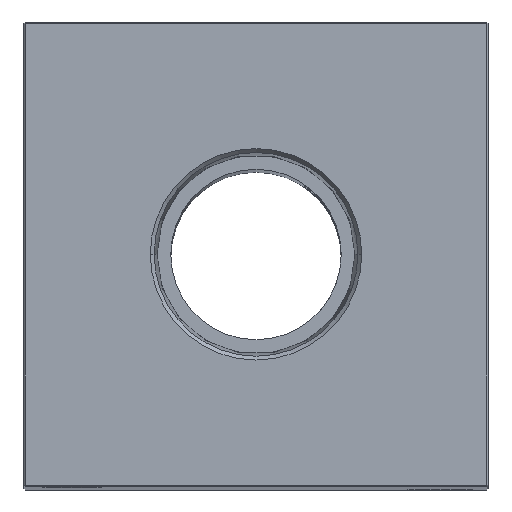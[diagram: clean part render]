
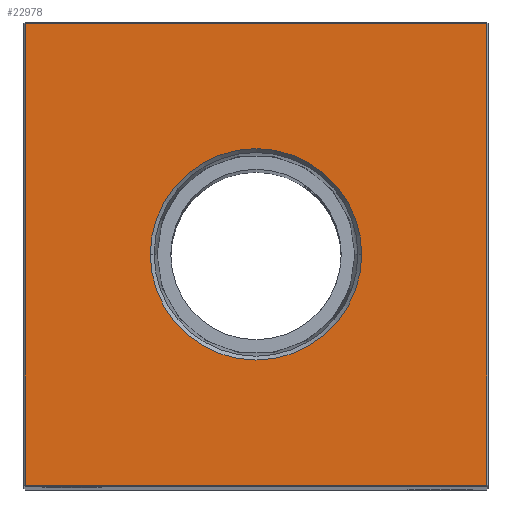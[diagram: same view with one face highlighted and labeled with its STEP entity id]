
A CAD part, top view. The second image highlights one B-rep face of the part: STEP entity #22978.
In plain terms, the highlighted planar face has unit normal (0, 0, 1).
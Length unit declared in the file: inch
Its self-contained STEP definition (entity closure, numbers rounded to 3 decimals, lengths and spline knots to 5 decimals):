
#66 = VECTOR ( 'NONE', #7297, 39.37008 ) ;
#347 = CARTESIAN_POINT ( 'NONE',  ( 0., 0., 12.25 ) ) ;
#809 = FACE_BOUND ( 'NONE', #14928, .T. ) ;
#1119 = VERTEX_POINT ( 'NONE', #25318 ) ;
#1137 = DIRECTION ( 'NONE',  ( -1., 0., 0. ) ) ;
#3157 = VECTOR ( 'NONE', #23567, 39.37008 ) ;
#3405 = VERTEX_POINT ( 'NONE', #23799 ) ;
#3588 = LINE ( 'NONE', #13529, #3157 ) ;
#3736 = DIRECTION ( 'NONE',  ( 1., 0., 0. ) ) ;
#3876 = AXIS2_PLACEMENT_3D ( 'NONE', #13496, #23537, #1137 ) ;
#6066 = CARTESIAN_POINT ( 'NONE',  ( 1.49, -1.49, 12.25 ) ) ;
#7297 = DIRECTION ( 'NONE',  ( 0., -1., 0. ) ) ;
#7596 = EDGE_CURVE ( 'NONE', #3405, #28223, #8637, .T. ) ;
#7619 = EDGE_CURVE ( 'NONE', #1119, #23305, #9611, .T. ) ;
#7836 = EDGE_CURVE ( 'NONE', #28976, #1119, #3588, .T. ) ;
#7877 = EDGE_CURVE ( 'NONE', #15158, #28976, #16128, .T. ) ;
#8003 = EDGE_CURVE ( 'NONE', #23305, #15158, #19767, .T. ) ;
#8637 = CIRCLE ( 'NONE', #26938, 0.68248 ) ;
#9278 = ORIENTED_EDGE ( 'NONE', *, *, #18128, .F. ) ;
#9611 = LINE ( 'NONE', #19646, #12790 ) ;
#9736 = ORIENTED_EDGE ( 'NONE', *, *, #7619, .T. ) ;
#9808 = CIRCLE ( 'NONE', #28129, 0.68248 ) ;
#10177 = DIRECTION ( 'NONE',  ( 0., 0., 1. ) ) ;
#10670 = PLANE ( 'NONE',  #3876 ) ;
#12079 = CARTESIAN_POINT ( 'NONE',  ( 0., 0., 12.25 ) ) ;
#12790 = VECTOR ( 'NONE', #29578, 39.37008 ) ;
#13496 = CARTESIAN_POINT ( 'NONE',  ( 0., 0., 12.25 ) ) ;
#13529 = CARTESIAN_POINT ( 'NONE',  ( 1.49, 0., 12.25 ) ) ;
#14837 = ORIENTED_EDGE ( 'NONE', *, *, #8003, .T. ) ;
#14928 = EDGE_LOOP ( 'NONE', ( #21361, #9278 ) ) ;
#15158 = VERTEX_POINT ( 'NONE', #26773 ) ;
#16128 = LINE ( 'NONE', #26137, #25605 ) ;
#17779 = ORIENTED_EDGE ( 'NONE', *, *, #7877, .T. ) ;
#18128 = EDGE_CURVE ( 'NONE', #28223, #3405, #9808, .T. ) ;
#19308 = CARTESIAN_POINT ( 'NONE',  ( -0.68248, 0., 12.25 ) ) ;
#19646 = CARTESIAN_POINT ( 'NONE',  ( 0., 1.49, 12.25 ) ) ;
#19767 = LINE ( 'NONE', #29695, #66 ) ;
#20229 = DIRECTION ( 'NONE',  ( 1., 0., 0. ) ) ;
#21361 = ORIENTED_EDGE ( 'NONE', *, *, #7596, .F. ) ;
#22138 = DIRECTION ( 'NONE',  ( 0., 0., 1. ) ) ;
#22512 = EDGE_LOOP ( 'NONE', ( #14837, #17779, #31312, #9736 ) ) ;
#22978 = ADVANCED_FACE ( 'NONE', ( #23194, #809 ), #10670, .F. ) ;
#23194 = FACE_OUTER_BOUND ( 'NONE', #22512, .T. ) ;
#23305 = VERTEX_POINT ( 'NONE', #28452 ) ;
#23537 = DIRECTION ( 'NONE',  ( 0., 0., -1. ) ) ;
#23567 = DIRECTION ( 'NONE',  ( 0., 1., 0. ) ) ;
#23799 = CARTESIAN_POINT ( 'NONE',  ( 0.68248, 0., 12.25 ) ) ;
#25318 = CARTESIAN_POINT ( 'NONE',  ( 1.49, 1.49, 12.25 ) ) ;
#25605 = VECTOR ( 'NONE', #3736, 39.37008 ) ;
#26137 = CARTESIAN_POINT ( 'NONE',  ( 0., -1.49, 12.25 ) ) ;
#26773 = CARTESIAN_POINT ( 'NONE',  ( -1.49, -1.49, 12.25 ) ) ;
#26938 = AXIS2_PLACEMENT_3D ( 'NONE', #12079, #22138, #31957 ) ;
#28129 = AXIS2_PLACEMENT_3D ( 'NONE', #347, #10177, #20229 ) ;
#28223 = VERTEX_POINT ( 'NONE', #19308 ) ;
#28452 = CARTESIAN_POINT ( 'NONE',  ( -1.49, 1.49, 12.25 ) ) ;
#28976 = VERTEX_POINT ( 'NONE', #6066 ) ;
#29578 = DIRECTION ( 'NONE',  ( -1., 0., 0. ) ) ;
#29695 = CARTESIAN_POINT ( 'NONE',  ( -1.49, 0., 12.25 ) ) ;
#31312 = ORIENTED_EDGE ( 'NONE', *, *, #7836, .T. ) ;
#31957 = DIRECTION ( 'NONE',  ( 1., 0., 0. ) ) ;
